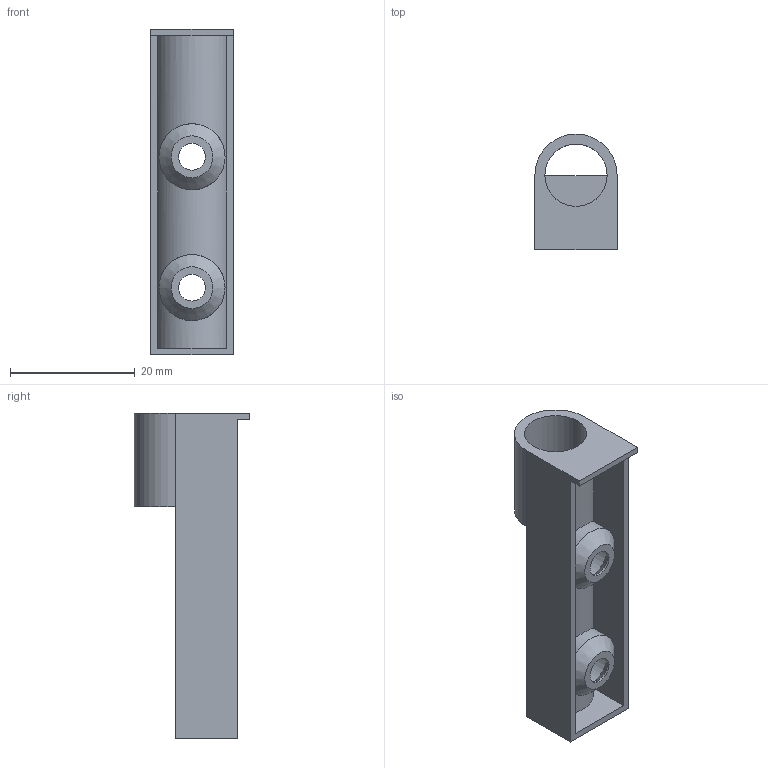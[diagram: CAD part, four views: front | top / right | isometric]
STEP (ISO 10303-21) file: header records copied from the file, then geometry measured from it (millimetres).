
FILE_DESCRIPTION(/* description */ (''),/* implementation_level */ '2;1');
FILE_NAME(/* name */ 'AM-ADAP0B.stp',/* time_stamp */ '2023-09-11T12:01:42+02:00',/* author */ ('tomaszw'),/* organization */ (''),/* preprocessor_version */ 'ST-DEVELOPER v19.2',/* originating_system */ 'Autodesk Inventor 2023',/* authorisation */ '');
FILE_SCHEMA (('AUTOMOTIVE_DESIGN { 1 0 10303 214 3 1 1 }'));
Length unit declared in the file: millimetre
Products named in the file (1): AM-ADAP0A-60
Bounding box: 13.2 x 18.6 x 52.3 mm (x, y, z)
Volume: 2888.2 mm3; surface area: 4982.2 mm2
Topology: 1 solids, 1 shells, 29 faces, 70 edges, 45 vertices
Faces by surface type: plane 16, cylinder 9, cone 4
Full cylindrical faces by diameter (mm): 4.3 x2, 8.4 x2, 10 x1, 10.6 x2
Entity records: 1056 total; most frequent: CARTESIAN_POINT 309, DIRECTION 147, ORIENTED_EDGE 140, EDGE_CURVE 70, AXIS2_PLACEMENT_3D 51, LINE 45, VECTOR 45, VERTEX_POINT 45
